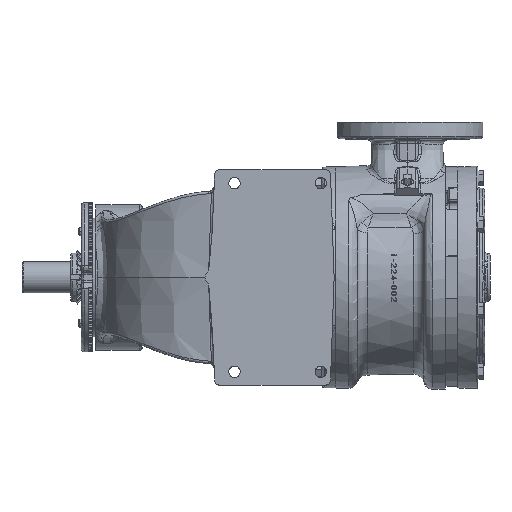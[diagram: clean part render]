
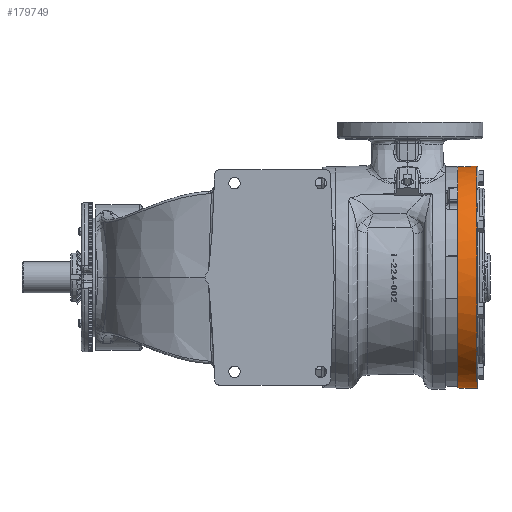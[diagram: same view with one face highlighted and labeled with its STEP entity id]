
A CAD part, front view. The second image highlights one B-rep face of the part: STEP entity #179749.
In plain terms, the highlighted conical face has half-angle 2 degrees and reference radius 130.112 mm.
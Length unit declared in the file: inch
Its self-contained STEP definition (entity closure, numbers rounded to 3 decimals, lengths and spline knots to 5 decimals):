
#3466 = AXIS2_PLACEMENT_3D ( 'NONE', #23061, #120526, #37154 ) ;
#15929 = DIRECTION ( 'NONE',  ( -1., 0., 0. ) ) ;
#20981 = AXIS2_PLACEMENT_3D ( 'NONE', #115653, #32246, #129649 ) ;
#23061 = CARTESIAN_POINT ( 'NONE',  ( 6.54791, 0., 0. ) ) ;
#29903 = CARTESIAN_POINT ( 'NONE',  ( 5.67, 0., 5.12669 ) ) ;
#30547 = ORIENTED_EDGE ( 'NONE', *, *, #83321, .F. ) ;
#32246 = DIRECTION ( 'NONE',  ( -1., 0., 0. ) ) ;
#33567 = VERTEX_POINT ( 'NONE', #29903 ) ;
#37154 = DIRECTION ( 'NONE',  ( 0., 0., -1. ) ) ;
#38161 = CIRCLE ( 'NONE', #65682, 5.12669 ) ;
#46129 = CONICAL_SURFACE ( 'NONE', #129303, 5.1225, 0.035 ) ;
#47167 = CARTESIAN_POINT ( 'NONE',  ( 5.67, -5.0541, -0.8597 ) ) ;
#50629 = CARTESIAN_POINT ( 'NONE',  ( 5.67, 0., 0. ) ) ;
#55179 = DIRECTION ( 'NONE',  ( -1., 0., 0. ) ) ;
#57140 = DIRECTION ( 'NONE',  ( 1., 0., 0. ) ) ;
#57384 = EDGE_LOOP ( 'NONE', ( #68865, #136231, #99942, #136729, #30547, #141583, #142371 ) ) ;
#64605 = DIRECTION ( 'NONE',  ( 0., -1., 0. ) ) ;
#65538 = VERTEX_POINT ( 'NONE', #122863 ) ;
#65682 = AXIS2_PLACEMENT_3D ( 'NONE', #138631, #55179, #152614 ) ;
#66779 = EDGE_CURVE ( 'NONE', #114037, #88302, #180306, .T. ) ;
#68865 = ORIENTED_EDGE ( 'NONE', *, *, #76243, .F. ) ;
#74752 = AXIS2_PLACEMENT_3D ( 'NONE', #50629, #148005, #64605 ) ;
#76243 = EDGE_CURVE ( 'NONE', #33567, #88302, #120930, .T. ) ;
#77484 = VERTEX_POINT ( 'NONE', #128548 ) ;
#78788 = VERTEX_POINT ( 'NONE', #87101 ) ;
#83321 = EDGE_CURVE ( 'NONE', #65538, #77484, #168789, .T. ) ;
#83345 = CARTESIAN_POINT ( 'NONE',  ( 5.55, 0., -5.1225 ) ) ;
#85157 = CARTESIAN_POINT ( 'NONE',  ( 5.55, 0., 0. ) ) ;
#85748 = DIRECTION ( 'NONE',  ( 0., 0., -1. ) ) ;
#87101 = CARTESIAN_POINT ( 'NONE',  ( 5.67, -5.0541, 0.8597 ) ) ;
#88302 = VERTEX_POINT ( 'NONE', #136798 ) ;
#96325 = CIRCLE ( 'NONE', #74752, 5.12669 ) ;
#99429 = CARTESIAN_POINT ( 'NONE',  ( 5.67, 0., 0. ) ) ;
#99942 = ORIENTED_EDGE ( 'NONE', *, *, #120017, .F. ) ;
#103675 = CIRCLE ( 'NONE', #147304, 5.12669 ) ;
#105627 = EDGE_CURVE ( 'NONE', #65538, #114037, #148859, .T. ) ;
#111327 = DIRECTION ( 'NONE',  ( 0.999, 0., -0.035 ) ) ;
#113469 = DIRECTION ( 'NONE',  ( 0., 0., -1. ) ) ;
#114037 = VERTEX_POINT ( 'NONE', #139076 ) ;
#115653 = CARTESIAN_POINT ( 'NONE',  ( 5.67, 0., 0. ) ) ;
#120017 = EDGE_CURVE ( 'NONE', #180461, #78788, #103675, .T. ) ;
#120515 = EDGE_CURVE ( 'NONE', #77484, #180461, #38161, .T. ) ;
#120526 = DIRECTION ( 'NONE',  ( -1., 0., 0. ) ) ;
#120930 = LINE ( 'NONE', #139856, #158014 ) ;
#122863 = CARTESIAN_POINT ( 'NONE',  ( 5.67, 0., -5.12669 ) ) ;
#128548 = CARTESIAN_POINT ( 'NONE',  ( 5.67, -0.8597, -5.0541 ) ) ;
#129303 = AXIS2_PLACEMENT_3D ( 'NONE', #85157, #57140, #85748 ) ;
#129649 = DIRECTION ( 'NONE',  ( 0., 0., -1. ) ) ;
#136231 = ORIENTED_EDGE ( 'NONE', *, *, #167806, .F. ) ;
#136729 = ORIENTED_EDGE ( 'NONE', *, *, #120515, .F. ) ;
#136798 = CARTESIAN_POINT ( 'NONE',  ( 6.54791, 0., 5.15735 ) ) ;
#138631 = CARTESIAN_POINT ( 'NONE',  ( 5.67, 0., 0. ) ) ;
#139076 = CARTESIAN_POINT ( 'NONE',  ( 6.54791, 0., -5.15735 ) ) ;
#139856 = CARTESIAN_POINT ( 'NONE',  ( 5.55, 0., 5.1225 ) ) ;
#140130 = VECTOR ( 'NONE', #111327, 39.37008 ) ;
#141583 = ORIENTED_EDGE ( 'NONE', *, *, #105627, .T. ) ;
#142371 = ORIENTED_EDGE ( 'NONE', *, *, #66779, .T. ) ;
#147304 = AXIS2_PLACEMENT_3D ( 'NONE', #99429, #15929, #113469 ) ;
#148005 = DIRECTION ( 'NONE',  ( -1., 0., 0. ) ) ;
#148859 = LINE ( 'NONE', #83345, #140130 ) ;
#152614 = DIRECTION ( 'NONE',  ( 0., 0., -1. ) ) ;
#153879 = DIRECTION ( 'NONE',  ( 0.999, 0., 0.035 ) ) ;
#158014 = VECTOR ( 'NONE', #153879, 39.37008 ) ;
#161593 = FACE_OUTER_BOUND ( 'NONE', #57384, .T. ) ;
#167806 = EDGE_CURVE ( 'NONE', #78788, #33567, #96325, .T. ) ;
#168789 = CIRCLE ( 'NONE', #20981, 5.12669 ) ;
#179749 = ADVANCED_FACE ( 'NONE', ( #161593 ), #46129, .T. ) ;
#180306 = CIRCLE ( 'NONE', #3466, 5.15735 ) ;
#180461 = VERTEX_POINT ( 'NONE', #47167 ) ;
